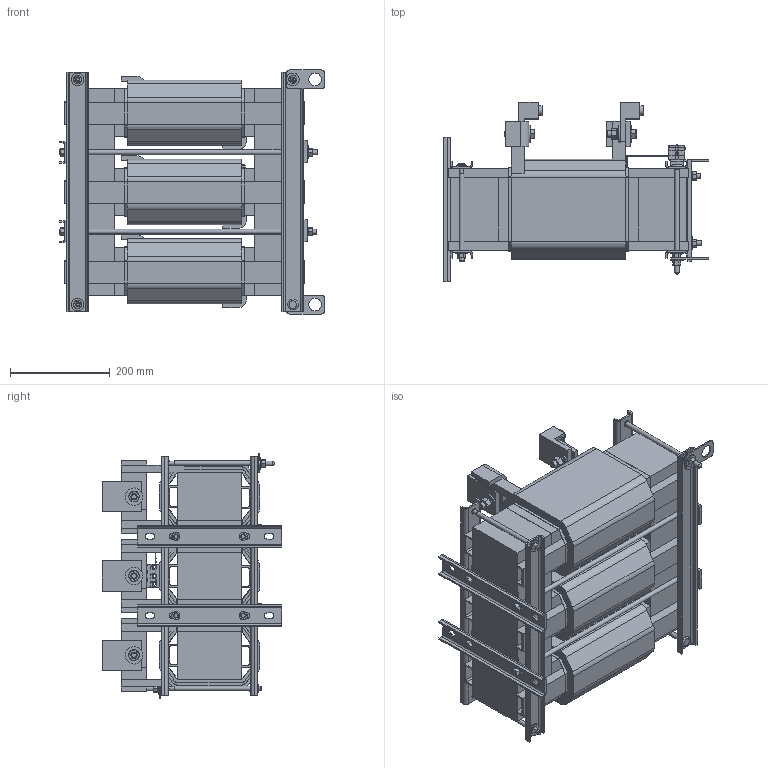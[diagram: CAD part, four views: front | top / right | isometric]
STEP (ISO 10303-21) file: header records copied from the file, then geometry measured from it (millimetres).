
FILE_DESCRIPTION(/* description */ (''),/* implementation_level */ '2;1');
FILE_NAME(/* name */ 'KTRMG540AX1.stp',/* time_stamp */ '2025-06-04T08:28:38-05:00',/* author */ ('jnelson'),/* organization */ (''),/* preprocessor_version */ 'ST-DEVELOPER v20',/* originating_system */ 'Autodesk Inventor 2024',/* authorisation */ '');
FILE_SCHEMA (('AUTOMOTIVE_DESIGN { 1 0 10303 214 3 1 1 }'));
Length unit declared in the file: inch
Products named in the file (40): KTRMG540AX1; KTRMG540A; 24163; 25684; 22875; 25938; 23222; 14821; 31642; 31003 - Bracket; 30097- LARGE  BLANK  (REACTOR); 22558; 23409; 20783; 22876; 22689; 28453; 28453_1; 11923insert-hex head; 11923-1; 11923-HEX SCREW; 31615; KDRX-TS1-TS2-Wired Thermal switch for 31003 right side KTRMG420A     ; 29477-SHORT LEADS; KDRS-TSX2; KDRS-TS-right side; KDRx-STRAIGT; KDRS-STRAIGT; 31621-1; 11626 AND 1509; 1509-better; 11626; 13202; 11236; 10251 AND 1512; 10251; 1610 AND 1511 AND 1512; 1610; 1512; 1511
Assembly tree (100 placements, depth 5):
  KTRMG540AX1
    KTRMG540A
      22875  x2
      24163  x3
      25684  x2
      25938  x4
      23222  x2
      14821  x4
      31642
        22558
        31003 - Bracket
      22558  x3
      20783  x6
      11626  x4
      30097- LARGE  BLANK  (REACTOR)
      23409  x2
      22876  x2
      22689  x2
      28453
        28453_1
        11923insert-hex head  x3
          11923-1
          11923-HEX SCREW
      31615
      KDRX-TS1-TS2-Wired Thermal switch for 31003 right side KTRMG420A     
        29477-SHORT LEADS
        KDRS-TSX2  x2
        KDRS-STRAIGT  x4
        KDRS-TS-right side  x2
        KDRx-STRAIGT
      31621-1  x2
      11626 AND 1509  x10
        1509-better
        11626
      13202  x2
    11236  x6
    10251 AND 1512  x6
      10251
      1512
    1610 AND 1511 AND 1512  x6
      1610
      1512
      1511
Bounding box: 530.96 x 359.18 x 488.95 mm (x, y, z)
Volume: 29342441 mm3; surface area: 4753347 mm2
Topology: 131 solids, 131 shells, 3979 faces, 10310 edges, 6668 vertices
Faces by surface type: plane 2019, cylinder 1604, bspline 246, cone 74, torus 32, sphere 4
Full cylindrical faces by diameter (mm): 0.762 x2, 1.524 x2, 1.778 x13, 4.166 x2, 4.496 x3, 4.724 x2, 5.172 x30, 5.436 x2, 5.602 x4, 6.35 x30, 6.564 x4, 6.604 x6, 7.01 x6, 7.798 x14, 8.382 x2, 9.267 x4, 9.322 x2, 9.525 x6, 9.652 x2, 9.665 x4, 9.906 x2, 9.957 x2, 11.278 x10, 12.7 x12, 13.462 x6, 13.494 x6, 14.351 x12, 19.05 x18, 20.904 x2, 22.682 x12
Entity records: 47760 total; most frequent: CARTESIAN_POINT 13092, ORIENTED_EDGE 7142, DIRECTION 6267, EDGE_CURVE 3571, LINE 2375, VECTOR 2375, VERTEX_POINT 2338, AXIS2_PLACEMENT_3D 1946
